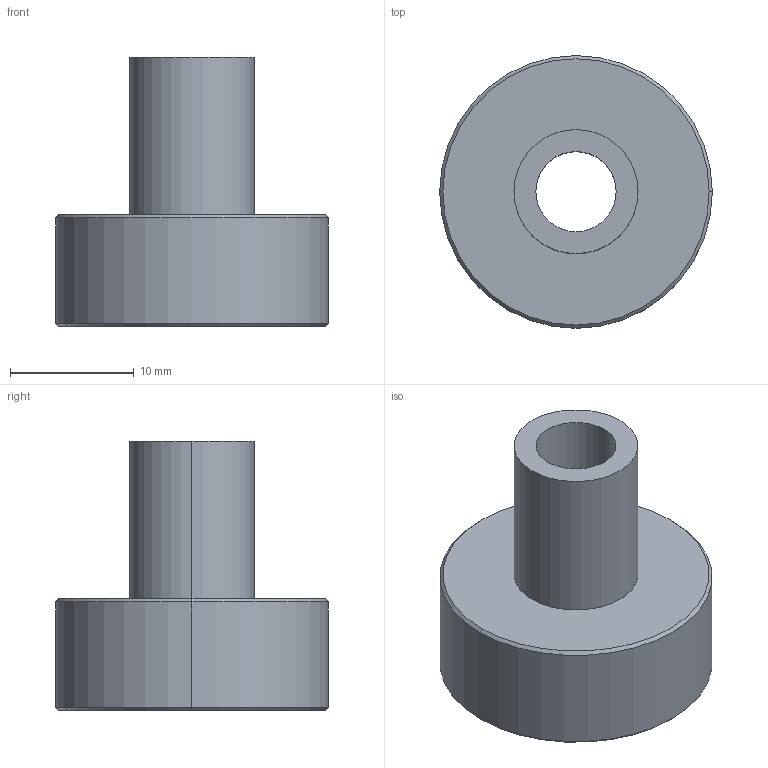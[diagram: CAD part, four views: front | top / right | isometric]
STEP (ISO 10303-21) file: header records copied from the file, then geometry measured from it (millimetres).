
FILE_DESCRIPTION (( 'STEP AP214' ), '1' );
FILE_NAME ('12613-E0W.STEP', '2014-11-11T19:09:47', ( 'admin' ), ( '' ), 'SwSTEP 2.0', 'SolidWorks 2014', '' );
FILE_SCHEMA (( 'AUTOMOTIVE_DESIGN' ));
Length unit declared in the file: inch
Products named in the file (1): 12613-E0W
Bounding box: 22 x 22 x 21.72 mm (x, y, z)
Surface area: 2179.2 mm2 (no closed solid volume)
Topology: 0 solids, 1 shells, 15 faces, 32 edges, 20 vertices
Faces by surface type: cylinder 8, cone 4, plane 3
Entity records: 636 total; most frequent: DIRECTION 84, CARTESIAN_POINT 68, ORIENTED_EDGE 60, AXIS2_PLACEMENT_3D 36, EDGE_CURVE 32, VERTEX_POINT 20, CIRCLE 20, EDGE_LOOP 18
